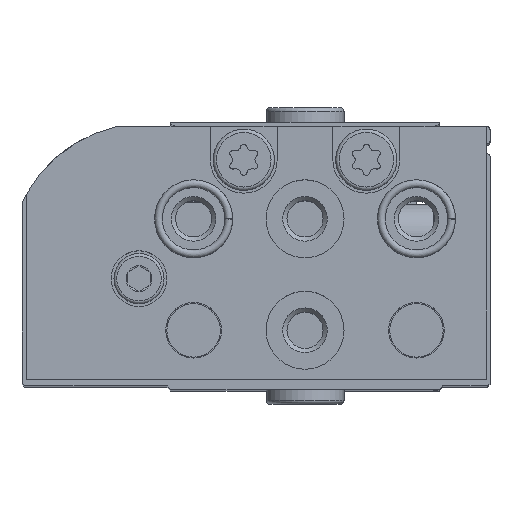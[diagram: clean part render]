
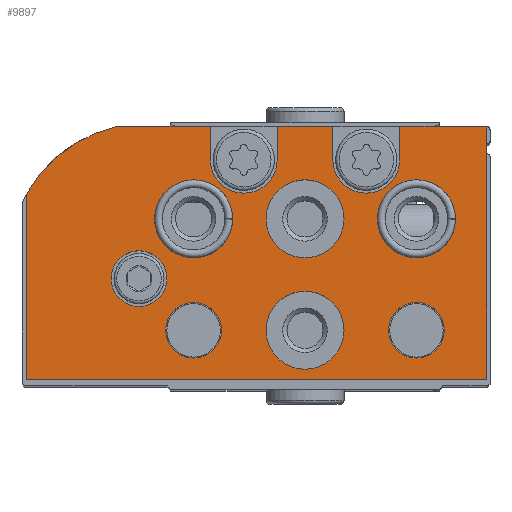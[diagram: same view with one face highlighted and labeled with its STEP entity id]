
A CAD part, top view. The second image highlights one B-rep face of the part: STEP entity #9897.
In plain terms, the highlighted face is planar.
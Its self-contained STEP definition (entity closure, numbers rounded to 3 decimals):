
#1022=LINE('',#17033,#1790);
#1026=LINE('',#17041,#1794);
#1030=LINE('',#17047,#1798);
#1033=LINE('',#17067,#1801);
#1034=LINE('',#17071,#1802);
#1035=LINE('',#17074,#1803);
#1036=LINE('',#17076,#1804);
#1037=LINE('',#17078,#1805);
#1038=LINE('',#17079,#1806);
#1039=LINE('',#17083,#1807);
#1790=VECTOR('',#13827,1000.);
#1794=VECTOR('',#13831,1000.);
#1798=VECTOR('',#13835,1000.);
#1801=VECTOR('',#13854,1000.);
#1802=VECTOR('',#13857,1000.);
#1803=VECTOR('',#13860,1000.);
#1804=VECTOR('',#13861,1000.);
#1805=VECTOR('',#13862,1000.);
#1806=VECTOR('',#13863,1000.);
#1807=VECTOR('',#13866,1000.);
#3818=ORIENTED_EDGE('',*,*,#5638,.T.);
#3819=ORIENTED_EDGE('',*,*,#5639,.T.);
#3820=ORIENTED_EDGE('',*,*,#5640,.T.);
#3821=ORIENTED_EDGE('',*,*,#5641,.T.);
#3822=ORIENTED_EDGE('',*,*,#5642,.T.);
#3823=ORIENTED_EDGE('',*,*,#5643,.T.);
#3824=ORIENTED_EDGE('',*,*,#5644,.T.);
#3825=ORIENTED_EDGE('',*,*,#5645,.T.);
#3826=ORIENTED_EDGE('',*,*,#5646,.T.);
#3827=ORIENTED_EDGE('',*,*,#5647,.T.);
#3828=ORIENTED_EDGE('',*,*,#5635,.F.);
#3829=ORIENTED_EDGE('',*,*,#5648,.F.);
#3830=ORIENTED_EDGE('',*,*,#5649,.F.);
#3831=ORIENTED_EDGE('',*,*,#5650,.F.);
#3832=ORIENTED_EDGE('',*,*,#5651,.F.);
#3833=ORIENTED_EDGE('',*,*,#5631,.F.);
#3834=ORIENTED_EDGE('',*,*,#5652,.T.);
#3835=ORIENTED_EDGE('',*,*,#5653,.T.);
#3836=ORIENTED_EDGE('',*,*,#5654,.T.);
#3837=ORIENTED_EDGE('',*,*,#5627,.F.);
#5627=EDGE_CURVE('',#6718,#6719,#1022,.T.);
#5631=EDGE_CURVE('',#6722,#6723,#1026,.T.);
#5635=EDGE_CURVE('',#6724,#6725,#1030,.T.);
#5638=EDGE_CURVE('',#6727,#6727,#7311,.T.);
#5639=EDGE_CURVE('',#6728,#6728,#7312,.T.);
#5640=EDGE_CURVE('',#6729,#6729,#7313,.T.);
#5641=EDGE_CURVE('',#6730,#6730,#7314,.T.);
#5642=EDGE_CURVE('',#6731,#6731,#7315,.T.);
#5643=EDGE_CURVE('',#6732,#6732,#7316,.T.);
#5644=EDGE_CURVE('',#6733,#6733,#7317,.T.);
#5645=EDGE_CURVE('',#6718,#6734,#1033,.T.);
#5646=EDGE_CURVE('',#6734,#6735,#7318,.T.);
#5647=EDGE_CURVE('',#6735,#6725,#1034,.T.);
#5648=EDGE_CURVE('',#6736,#6724,#7319,.T.);
#5649=EDGE_CURVE('',#6737,#6736,#1035,.T.);
#5650=EDGE_CURVE('',#6738,#6737,#1036,.T.);
#5651=EDGE_CURVE('',#6723,#6738,#1037,.T.);
#5652=EDGE_CURVE('',#6722,#6739,#1038,.T.);
#5653=EDGE_CURVE('',#6739,#6740,#7320,.T.);
#5654=EDGE_CURVE('',#6740,#6719,#1039,.T.);
#6718=VERTEX_POINT('',#17032);
#6719=VERTEX_POINT('',#17034);
#6722=VERTEX_POINT('',#17040);
#6723=VERTEX_POINT('',#17042);
#6724=VERTEX_POINT('',#17046);
#6725=VERTEX_POINT('',#17048);
#6727=VERTEX_POINT('',#17054);
#6728=VERTEX_POINT('',#17056);
#6729=VERTEX_POINT('',#17058);
#6730=VERTEX_POINT('',#17060);
#6731=VERTEX_POINT('',#17062);
#6732=VERTEX_POINT('',#17064);
#6733=VERTEX_POINT('',#17066);
#6734=VERTEX_POINT('',#17068);
#6735=VERTEX_POINT('',#17070);
#6736=VERTEX_POINT('',#17073);
#6737=VERTEX_POINT('',#17075);
#6738=VERTEX_POINT('',#17077);
#6739=VERTEX_POINT('',#17080);
#6740=VERTEX_POINT('',#17082);
#7311=CIRCLE('',#11380,2.5);
#7312=CIRCLE('',#11381,3.5);
#7313=CIRCLE('',#11382,3.5);
#7314=CIRCLE('',#11383,3.5);
#7315=CIRCLE('',#11384,3.5);
#7316=CIRCLE('',#11385,2.5);
#7317=CIRCLE('',#11386,2.5);
#7318=CIRCLE('',#11387,3.);
#7319=CIRCLE('',#11388,12.5);
#7320=CIRCLE('',#11389,3.);
#8030=EDGE_LOOP('',(#3818));
#8031=EDGE_LOOP('',(#3819));
#8032=EDGE_LOOP('',(#3820));
#8033=EDGE_LOOP('',(#3821));
#8034=EDGE_LOOP('',(#3822));
#8035=EDGE_LOOP('',(#3823));
#8036=EDGE_LOOP('',(#3824));
#8037=EDGE_LOOP('',(#3825,#3826,#3827,#3828,#3829,#3830,#3831,#3832,#3833,
#3834,#3835,#3836,#3837));
#8890=FACE_BOUND('',#8030,.T.);
#8891=FACE_BOUND('',#8031,.T.);
#8892=FACE_BOUND('',#8032,.T.);
#8893=FACE_BOUND('',#8033,.T.);
#8894=FACE_BOUND('',#8034,.T.);
#8895=FACE_BOUND('',#8035,.T.);
#8896=FACE_BOUND('',#8036,.T.);
#8897=FACE_BOUND('',#8037,.T.);
#9421=PLANE('',#11379);
#9897=ADVANCED_FACE('',(#8890,#8891,#8892,#8893,#8894,#8895,#8896,#8897),
#9421,.F.);
#11379=AXIS2_PLACEMENT_3D('',#17052,#13838,#13839);
#11380=AXIS2_PLACEMENT_3D('',#17053,#13840,#13841);
#11381=AXIS2_PLACEMENT_3D('',#17055,#13842,#13843);
#11382=AXIS2_PLACEMENT_3D('',#17057,#13844,#13845);
#11383=AXIS2_PLACEMENT_3D('',#17059,#13846,#13847);
#11384=AXIS2_PLACEMENT_3D('',#17061,#13848,#13849);
#11385=AXIS2_PLACEMENT_3D('',#17063,#13850,#13851);
#11386=AXIS2_PLACEMENT_3D('',#17065,#13852,#13853);
#11387=AXIS2_PLACEMENT_3D('',#17069,#13855,#13856);
#11388=AXIS2_PLACEMENT_3D('',#17072,#13858,#13859);
#11389=AXIS2_PLACEMENT_3D('',#17081,#13864,#13865);
#13827=DIRECTION('',(-1.,0.,0.));
#13831=DIRECTION('',(-1.,0.,0.));
#13835=DIRECTION('',(-1.,0.,0.));
#13838=DIRECTION('',(0.,0.,1.));
#13839=DIRECTION('',(1.,0.,0.));
#13840=DIRECTION('',(0.,0.,1.));
#13841=DIRECTION('',(1.,0.,0.));
#13842=DIRECTION('',(0.,0.,1.));
#13843=DIRECTION('',(1.,0.,0.));
#13844=DIRECTION('',(0.,0.,1.));
#13845=DIRECTION('',(1.,0.,0.));
#13846=DIRECTION('',(0.,0.,1.));
#13847=DIRECTION('',(1.,0.,0.));
#13848=DIRECTION('',(0.,0.,1.));
#13849=DIRECTION('',(1.,0.,0.));
#13850=DIRECTION('',(0.,0.,1.));
#13851=DIRECTION('',(1.,0.,0.));
#13852=DIRECTION('',(0.,0.,1.));
#13853=DIRECTION('',(1.,0.,0.));
#13854=DIRECTION('',(0.,-1.,0.));
#13855=DIRECTION('',(0.,0.,1.));
#13856=DIRECTION('',(1.,0.,0.));
#13857=DIRECTION('',(0.,1.,0.));
#13858=DIRECTION('',(0.,0.,1.));
#13859=DIRECTION('',(1.,0.,0.));
#13860=DIRECTION('',(0.,1.,0.));
#13861=DIRECTION('',(1.,0.,0.));
#13862=DIRECTION('',(0.,-1.,0.));
#13863=DIRECTION('',(0.,-1.,0.));
#13864=DIRECTION('',(0.,0.,1.));
#13865=DIRECTION('',(1.,0.,0.));
#13866=DIRECTION('',(0.,1.,0.));
#17032=CARTESIAN_POINT('',(18.8,22.7,0.));
#17033=CARTESIAN_POINT('',(33.122,22.7,0.));
#17034=CARTESIAN_POINT('',(13.8,22.7,0.));
#17040=CARTESIAN_POINT('',(7.8,22.7,0.));
#17041=CARTESIAN_POINT('',(33.122,22.7,0.));
#17042=CARTESIAN_POINT('',(0.,22.7,0.));
#17046=CARTESIAN_POINT('',(33.122,22.7,0.));
#17047=CARTESIAN_POINT('',(33.122,22.7,0.));
#17048=CARTESIAN_POINT('',(24.8,22.7,0.));
#17052=CARTESIAN_POINT('',(30.4,10.5,0.));
#17053=CARTESIAN_POINT('',(31.2,9.03,0.));
#17054=CARTESIAN_POINT('',(33.7,9.03,0.));
#17055=CARTESIAN_POINT('',(26.3,14.4,0.));
#17056=CARTESIAN_POINT('',(29.8,14.4,0.));
#17057=CARTESIAN_POINT('',(16.3,14.4,0.));
#17058=CARTESIAN_POINT('',(19.8,14.4,0.));
#17059=CARTESIAN_POINT('',(6.3,14.4,0.));
#17060=CARTESIAN_POINT('',(9.8,14.4,0.));
#17061=CARTESIAN_POINT('',(16.3,4.4,0.));
#17062=CARTESIAN_POINT('',(19.8,4.4,0.));
#17063=CARTESIAN_POINT('',(26.3,4.4,0.));
#17064=CARTESIAN_POINT('',(28.8,4.4,0.));
#17065=CARTESIAN_POINT('',(6.3,4.4,0.));
#17066=CARTESIAN_POINT('',(8.8,4.4,0.));
#17067=CARTESIAN_POINT('',(18.8,22.7,0.));
#17068=CARTESIAN_POINT('',(18.8,19.7,0.));
#17069=CARTESIAN_POINT('',(21.8,19.7,0.));
#17070=CARTESIAN_POINT('',(24.8,19.7,0.));
#17071=CARTESIAN_POINT('',(24.8,19.7,0.));
#17072=CARTESIAN_POINT('',(30.4,10.5,0.));
#17073=CARTESIAN_POINT('',(41.3,16.619,0.));
#17074=CARTESIAN_POINT('',(41.3,0.,0.));
#17075=CARTESIAN_POINT('',(41.3,0.,0.));
#17076=CARTESIAN_POINT('',(0.,0.,0.));
#17077=CARTESIAN_POINT('',(0.,0.,0.));
#17078=CARTESIAN_POINT('',(0.,22.7,0.));
#17079=CARTESIAN_POINT('',(7.8,22.7,0.));
#17080=CARTESIAN_POINT('',(7.8,19.7,0.));
#17081=CARTESIAN_POINT('',(10.8,19.7,0.));
#17082=CARTESIAN_POINT('',(13.8,19.7,0.));
#17083=CARTESIAN_POINT('',(13.8,19.7,0.));
